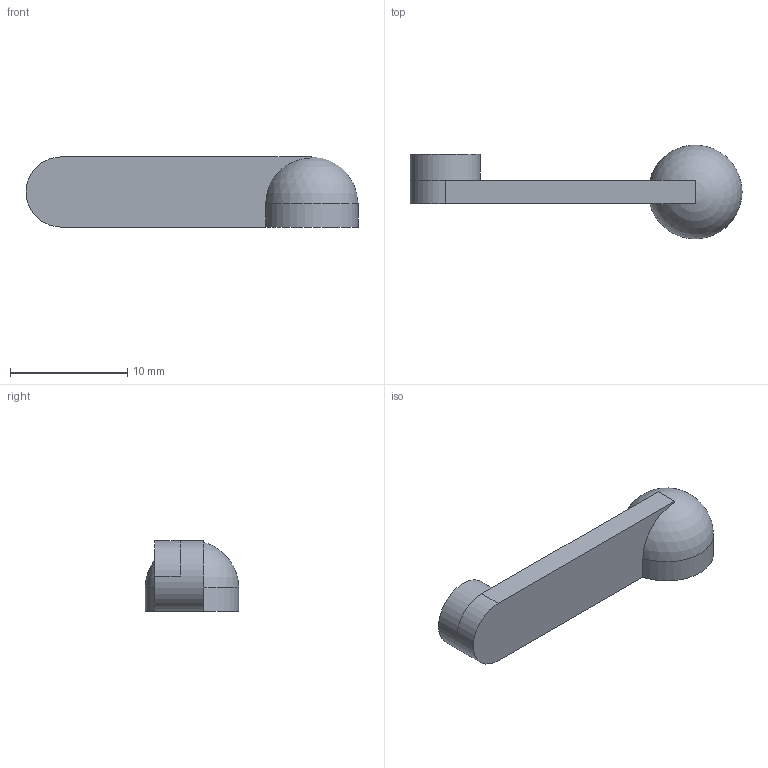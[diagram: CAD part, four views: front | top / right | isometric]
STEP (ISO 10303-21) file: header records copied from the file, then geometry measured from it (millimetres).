
FILE_DESCRIPTION((''),'2;1');
FILE_NAME('SERVOARM','2019-08-25T13:03:23',('Chris'),(''),'CREO PARAMETRIC BY PTC INC, 2018500','CREO PARAMETRIC BY PTC INC, 2018500','');
FILE_SCHEMA(('CONFIG_CONTROL_DESIGN'));
Length unit declared in the file: millimetre
Products named in the file (1): SERVOARM
Bounding box: 28.33 x 7.99 x 6 mm (x, y, z)
Volume: 486.1 mm3; surface area: 610.5 mm2
Topology: 1 solids, 1 shells, 13 faces, 33 edges, 20 vertices
Faces by surface type: plane 7, cylinder 3, sphere 3
Entity records: 418 total; most frequent: DIRECTION 72, CARTESIAN_POINT 63, ORIENTED_EDGE 60, EDGE_CURVE 30, AXIS2_PLACEMENT_3D 29, VERTEX_POINT 20, CIRCLE 16, VECTOR 14
